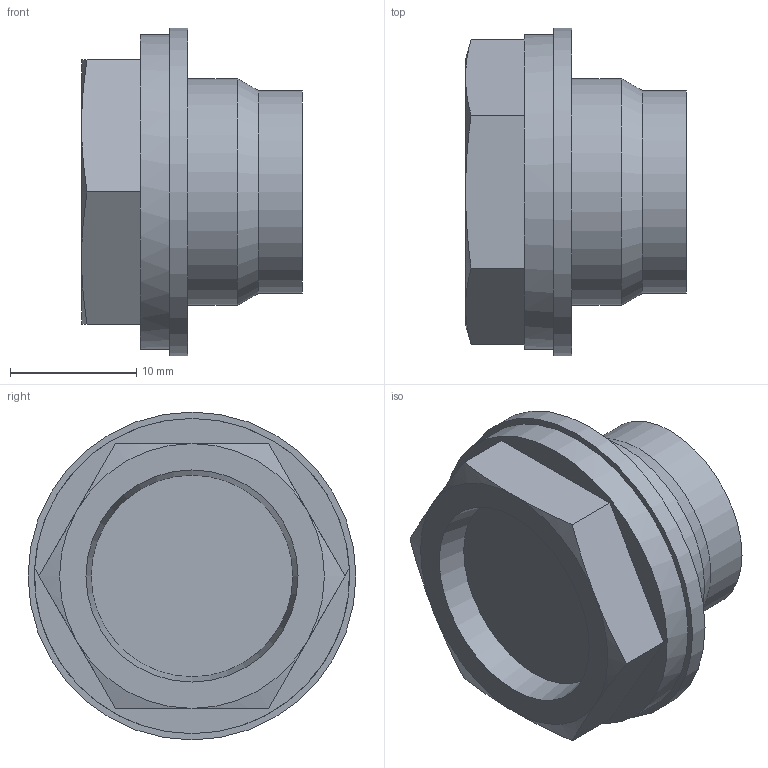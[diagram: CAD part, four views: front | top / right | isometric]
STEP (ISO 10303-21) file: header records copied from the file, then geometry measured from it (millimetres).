
FILE_DESCRIPTION( ( 'STEP AP214' ), '1' );
FILE_NAME( 'K0445.2251815.stp', '2020-12-08T08:56:04', ( '' ), ( '' ), ' ', 'PARTsolutions', ' ' );
FILE_SCHEMA( ( 'AUTOMOTIVE_DESIGN { 1 0 10303 214 1 1 1 1 }' ) );
Length unit declared in the file: millimetre
Products named in the file (1): _K0445.2251815
Bounding box: 17.51 x 26 x 26 mm (x, y, z)
Volume: 3867.7 mm3; surface area: 2833.3 mm2
Topology: 1 solids, 1 shells, 43 faces, 115 edges, 74 vertices
Faces by surface type: plane 24, cylinder 11, cone 8
Full cylindrical faces by diameter (mm): 12.88 x1, 16.1 x1, 18 x1, 25 x1, 26 x1
Entity records: 1692 total; most frequent: CARTESIAN_POINT 282, DIRECTION 218, ORIENTED_EDGE 212, EDGE_CURVE 106, AXIS2_PLACEMENT_3D 80, VERTEX_POINT 72, LINE 58, VECTOR 58
